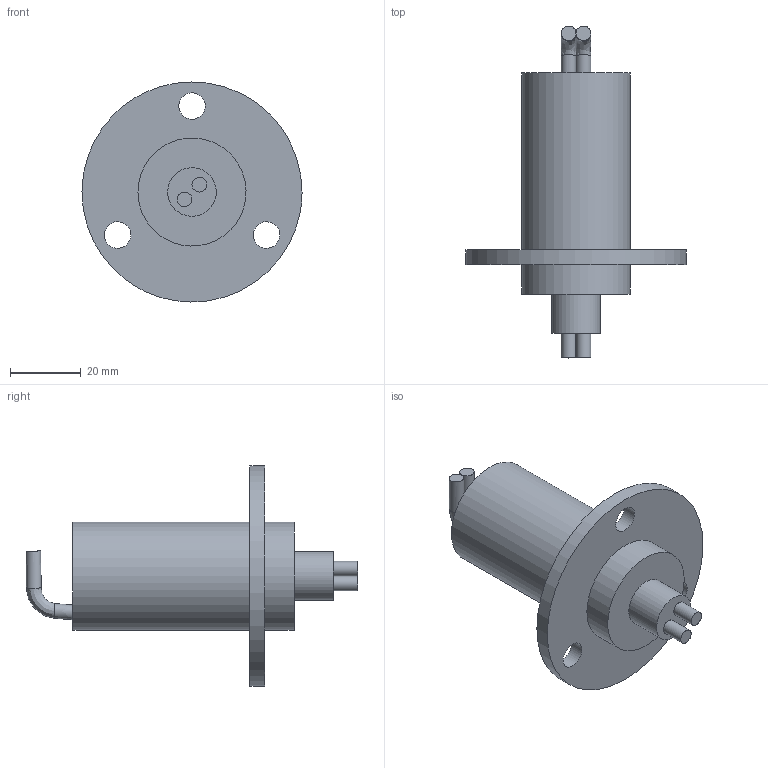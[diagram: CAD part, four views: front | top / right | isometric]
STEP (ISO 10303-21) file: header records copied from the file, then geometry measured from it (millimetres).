
FILE_DESCRIPTION(('FreeCAD Model'),'2;1');
FILE_NAME('Open CASCADE Shape Model','2025-04-30T04:02:52',('FreeCAD'),( 'FreeCAD'),'Open CASCADE STEP processor 7.6','FreeCAD','Unknown');
FILE_SCHEMA(('AUTOMOTIVE_DESIGN { 1 0 10303 214 1 1 1 1 }'));
Length unit declared in the file: millimetre
Products named in the file (1): Open CASCADE STEP translator 7.6 1
Bounding box: 62.37 x 94.06 x 62.37 mm (x, y, z)
Volume: 58281.9 mm3; surface area: 14342.2 mm2
Topology: 6 solids, 6 shells, 29 faces, 41 edges, 26 vertices
Faces by surface type: bspline 29
Entity records: 827 total; most frequent: CARTESIAN_POINT 521, ORIENTED_EDGE 82, EDGE_CURVE 41, FACE_BOUND 37, EDGE_LOOP 37, ADVANCED_FACE 29, VERTEX_POINT 26, B_SPLINE_SURFACE_WITH_KNOTS 14
